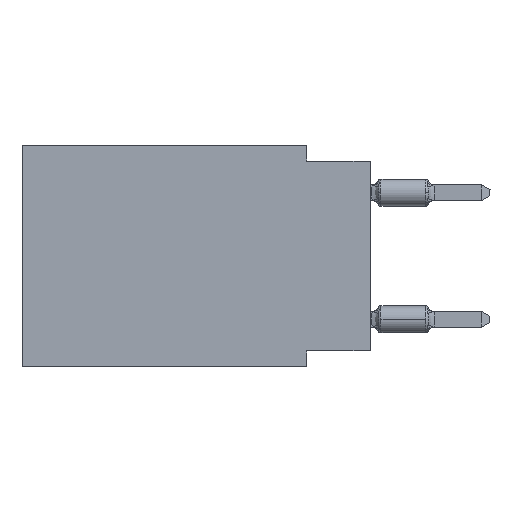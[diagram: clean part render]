
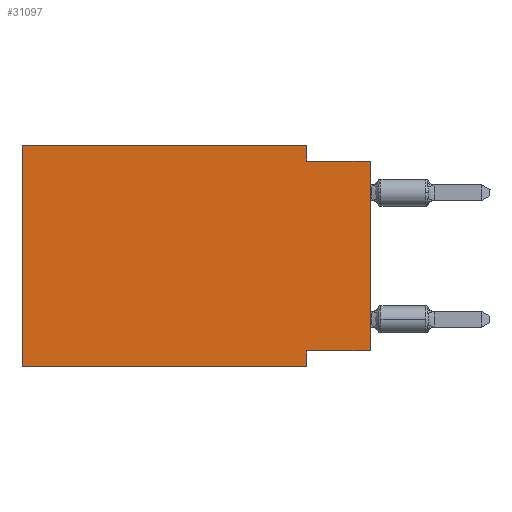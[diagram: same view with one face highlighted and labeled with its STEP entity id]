
A CAD part, left-side view. The second image highlights one B-rep face of the part: STEP entity #31097.
In plain terms, the highlighted planar face has unit normal (-1, 0, 0).
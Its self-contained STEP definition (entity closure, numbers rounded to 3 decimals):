
#2090 = LINE ( 'NONE', #18552, #37457 ) ;
#2282 = VECTOR ( 'NONE', #20352, 1000. ) ;
#3105 = VERTEX_POINT ( 'NONE', #19611 ) ;
#3166 = EDGE_CURVE ( 'NONE', #11940, #24254, #28238, .T. ) ;
#3694 = DIRECTION ( 'NONE',  ( 0., -1., 0. ) ) ;
#3904 = CARTESIAN_POINT ( 'NONE',  ( 0., 13.97, 0. ) ) ;
#3978 = CARTESIAN_POINT ( 'NONE',  ( 0., 2.54, 0. ) ) ;
#4248 = ORIENTED_EDGE ( 'NONE', *, *, #3166, .F. ) ;
#4686 = EDGE_CURVE ( 'NONE', #43528, #41616, #32760, .T. ) ;
#6089 = DIRECTION ( 'NONE',  ( 0., 0., 1. ) ) ;
#6632 = LINE ( 'NONE', #42537, #12030 ) ;
#7547 = CARTESIAN_POINT ( 'NONE',  ( 0., 2.54, -8.255 ) ) ;
#7727 = CARTESIAN_POINT ( 'NONE',  ( 0., 0., -0.635 ) ) ;
#8017 = ORIENTED_EDGE ( 'NONE', *, *, #4686, .F. ) ;
#8182 = EDGE_CURVE ( 'NONE', #26774, #24254, #6632, .T. ) ;
#9234 = DIRECTION ( 'NONE',  ( 0., 0., -1. ) ) ;
#9355 = CARTESIAN_POINT ( 'NONE',  ( 0., 13.97, 0. ) ) ;
#10062 = EDGE_CURVE ( 'NONE', #41616, #11940, #53152, .T. ) ;
#10094 = DIRECTION ( 'NONE',  ( 0., -1., 0. ) ) ;
#11940 = VERTEX_POINT ( 'NONE', #47963 ) ;
#12030 = VECTOR ( 'NONE', #6089, 1000. ) ;
#13356 = CARTESIAN_POINT ( 'NONE',  ( 0., 13.97, -8.89 ) ) ;
#14270 = VERTEX_POINT ( 'NONE', #7547 ) ;
#15931 = VECTOR ( 'NONE', #3694, 1000. ) ;
#16121 = DIRECTION ( 'NONE',  ( 0., 0., -1. ) ) ;
#16306 = AXIS2_PLACEMENT_3D ( 'NONE', #27901, #48983, #36000 ) ;
#17727 = LINE ( 'NONE', #9355, #31762 ) ;
#18394 = EDGE_LOOP ( 'NONE', ( #52257, #4248, #48458, #8017, #51158, #43726, #31492, #22166 ) ) ;
#18552 = CARTESIAN_POINT ( 'NONE',  ( 0., 0., -8.255 ) ) ;
#19611 = CARTESIAN_POINT ( 'NONE',  ( 0., 13.97, -8.89 ) ) ;
#20352 = DIRECTION ( 'NONE',  ( 0., -1., 0. ) ) ;
#21873 = EDGE_CURVE ( 'NONE', #26774, #14270, #2090, .T. ) ;
#22166 = ORIENTED_EDGE ( 'NONE', *, *, #21873, .F. ) ;
#23325 = FACE_OUTER_BOUND ( 'NONE', #18394, .T. ) ;
#23861 = PLANE ( 'NONE',  #16306 ) ;
#24254 = VERTEX_POINT ( 'NONE', #36184 ) ;
#26774 = VERTEX_POINT ( 'NONE', #31285 ) ;
#27128 = EDGE_CURVE ( 'NONE', #3105, #38986, #46570, .T. ) ;
#27901 = CARTESIAN_POINT ( 'NONE',  ( 0., 13.97, 0. ) ) ;
#28238 = LINE ( 'NONE', #7727, #15931 ) ;
#28770 = EDGE_CURVE ( 'NONE', #14270, #38986, #30561, .T. ) ;
#29487 = CARTESIAN_POINT ( 'NONE',  ( 0., 2.54, -8.89 ) ) ;
#30345 = EDGE_CURVE ( 'NONE', #3105, #43528, #17727, .T. ) ;
#30561 = LINE ( 'NONE', #29487, #40295 ) ;
#31097 = ADVANCED_FACE ( 'NONE', ( #23325 ), #23861, .F. ) ;
#31285 = CARTESIAN_POINT ( 'NONE',  ( 0., 0., -8.255 ) ) ;
#31492 = ORIENTED_EDGE ( 'NONE', *, *, #28770, .F. ) ;
#31762 = VECTOR ( 'NONE', #42291, 1000. ) ;
#32291 = DIRECTION ( 'NONE',  ( 0., 1., 0. ) ) ;
#32760 = LINE ( 'NONE', #3904, #2282 ) ;
#36000 = DIRECTION ( 'NONE',  ( 0., 0., -1. ) ) ;
#36184 = CARTESIAN_POINT ( 'NONE',  ( 0., 0., -0.635 ) ) ;
#37457 = VECTOR ( 'NONE', #32291, 1000. ) ;
#38420 = CARTESIAN_POINT ( 'NONE',  ( 0., 13.97, 0. ) ) ;
#38986 = VERTEX_POINT ( 'NONE', #41756 ) ;
#40295 = VECTOR ( 'NONE', #9234, 1000. ) ;
#41616 = VERTEX_POINT ( 'NONE', #44989 ) ;
#41756 = CARTESIAN_POINT ( 'NONE',  ( 0., 2.54, -8.89 ) ) ;
#42291 = DIRECTION ( 'NONE',  ( 0., 0., 1. ) ) ;
#42537 = CARTESIAN_POINT ( 'NONE',  ( 0., 0., 0. ) ) ;
#43489 = VECTOR ( 'NONE', #10094, 1000. ) ;
#43528 = VERTEX_POINT ( 'NONE', #38420 ) ;
#43726 = ORIENTED_EDGE ( 'NONE', *, *, #27128, .T. ) ;
#44989 = CARTESIAN_POINT ( 'NONE',  ( 0., 2.54, 0. ) ) ;
#46570 = LINE ( 'NONE', #13356, #43489 ) ;
#47963 = CARTESIAN_POINT ( 'NONE',  ( 0., 2.54, -0.635 ) ) ;
#48458 = ORIENTED_EDGE ( 'NONE', *, *, #10062, .F. ) ;
#48983 = DIRECTION ( 'NONE',  ( 1., 0., 0. ) ) ;
#51158 = ORIENTED_EDGE ( 'NONE', *, *, #30345, .F. ) ;
#52257 = ORIENTED_EDGE ( 'NONE', *, *, #8182, .T. ) ;
#52330 = VECTOR ( 'NONE', #16121, 1000. ) ;
#53152 = LINE ( 'NONE', #3978, #52330 ) ;
